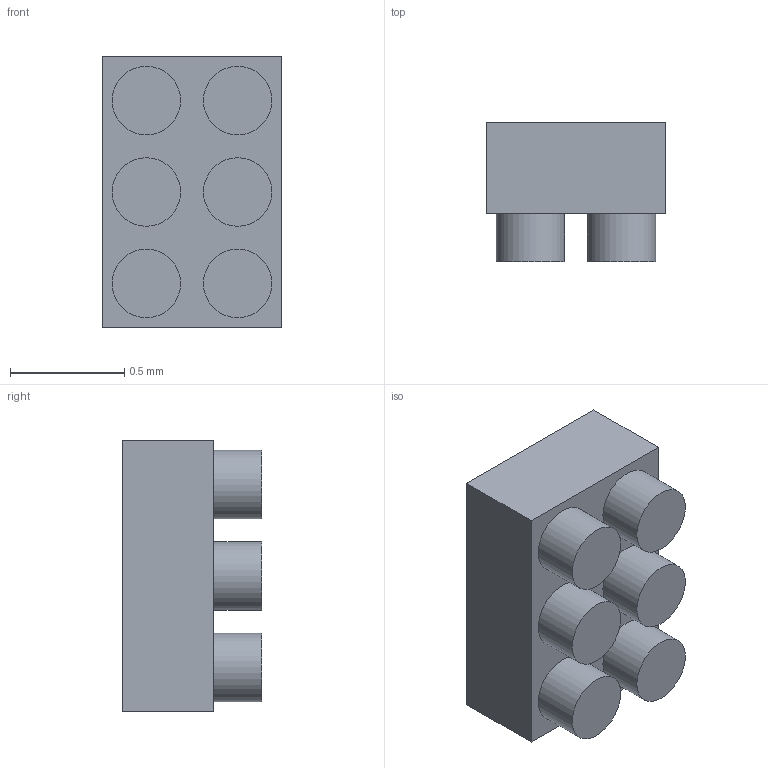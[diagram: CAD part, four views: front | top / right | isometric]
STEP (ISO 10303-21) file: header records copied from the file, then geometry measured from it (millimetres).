
FILE_DESCRIPTION(('FreeCAD Model'),'2;1');
FILE_NAME('Texas_DSBGA-6_0.8x1.2mm_Layout2x3_P0.4mm.step','2020-02-15T18:04:31',('Author'),(''), 'Open CASCADE STEP processor 7.3','FreeCAD','Unknown');
FILE_SCHEMA(('AUTOMOTIVE_DESIGN { 1 0 10303 214 1 1 1 1 }'));
Length unit declared in the file: millimetre
Products named in the file (1): TMP108_NotBall_v2
Bounding box: 0.79 x 0.61 x 1.19 mm (x, y, z)
Volume: 0.5 mm3; surface area: 5.5 mm2
Topology: 7 solids, 7 shells, 24 faces, 90 edges, 236 vertices
Faces by surface type: plane 18, cylinder 6
Full cylindrical faces by diameter (mm): 0.3 x6
Entity records: 1688 total; most frequent: CARTESIAN_POINT 471, DIRECTION 230, LINE 102, VECTOR 102, AXIS2_PLACEMENT_3D 61, GEOMETRIC_CURVE_SET 61, ORIENTED_EDGE 60, PCURVE 60
